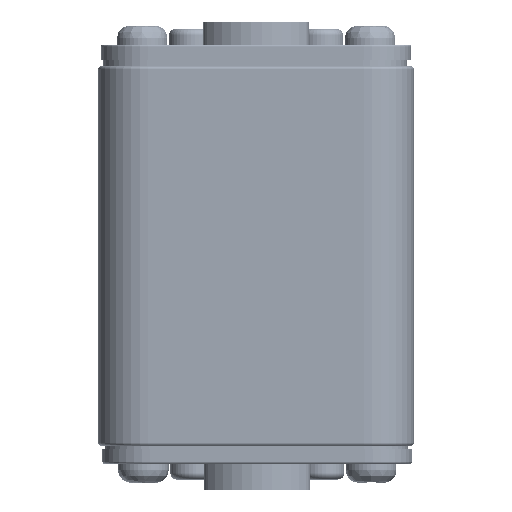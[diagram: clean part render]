
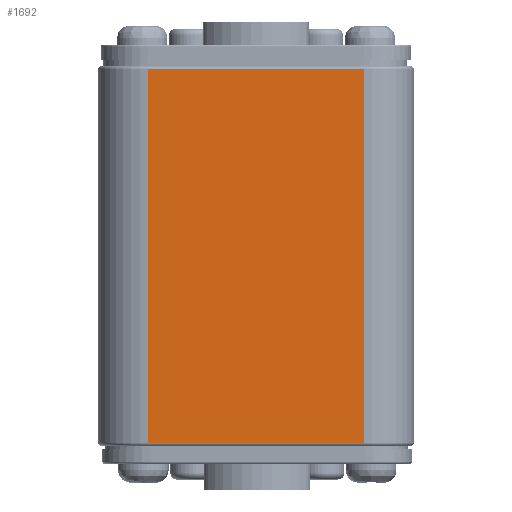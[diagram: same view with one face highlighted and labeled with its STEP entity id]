
A CAD part, front view. The second image highlights one B-rep face of the part: STEP entity #1692.
In plain terms, the highlighted planar face has unit normal (0, -1, 0).
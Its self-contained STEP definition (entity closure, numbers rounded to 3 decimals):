
#1692=ADVANCED_FACE('',(#3393),#2753,.F.);
#2753=PLANE('',#19170);
#3393=FACE_OUTER_BOUND('',#4324,.T.);
#4324=EDGE_LOOP('',(#6618,#6619,#6620,#6621));
#6618=ORIENTED_EDGE('',*,*,#13647,.T.);
#6619=ORIENTED_EDGE('',*,*,#13648,.T.);
#6620=ORIENTED_EDGE('',*,*,#13649,.F.);
#6621=ORIENTED_EDGE('',*,*,#13650,.T.);
#11761=VERTEX_POINT('',#32161);
#11762=VERTEX_POINT('',#32162);
#11763=VERTEX_POINT('',#32164);
#11764=VERTEX_POINT('',#32166);
#13647=EDGE_CURVE('',#11761,#11762,#16261,.T.);
#13648=EDGE_CURVE('',#11762,#11763,#16262,.T.);
#13649=EDGE_CURVE('',#11764,#11763,#16263,.T.);
#13650=EDGE_CURVE('',#11764,#11761,#16264,.T.);
#16261=LINE('',#32160,#17717);
#16262=LINE('',#32163,#17718);
#16263=LINE('',#32165,#17719);
#16264=LINE('',#32167,#17720);
#17717=VECTOR('',#21089,1.);
#17718=VECTOR('',#21090,1.);
#17719=VECTOR('',#21091,1.);
#17720=VECTOR('',#21092,1.);
#19170=AXIS2_PLACEMENT_3D('',#32168,#21093,#21094);
#21089=DIRECTION('',(0.,0.,-1.));
#21090=DIRECTION('',(1.,0.,0.));
#21091=DIRECTION('',(0.,0.,-1.));
#21092=DIRECTION('',(-1.,0.,0.));
#21093=DIRECTION('',(0.,1.,0.));
#21094=DIRECTION('',(-1.,0.,0.));
#32160=CARTESIAN_POINT('',(-42.075,-0.619,60.043));
#32161=CARTESIAN_POINT('',(-42.075,-0.619,59.543));
#32162=CARTESIAN_POINT('',(-42.075,-0.619,0.543));
#32163=CARTESIAN_POINT('',(-42.075,-0.619,0.543));
#32164=CARTESIAN_POINT('',(-8.075,-0.619,0.543));
#32165=CARTESIAN_POINT('',(-8.075,-0.619,60.043));
#32166=CARTESIAN_POINT('',(-8.075,-0.619,59.543));
#32167=CARTESIAN_POINT('',(-42.075,-0.619,59.543));
#32168=CARTESIAN_POINT('',(-42.075,-0.619,60.043));
